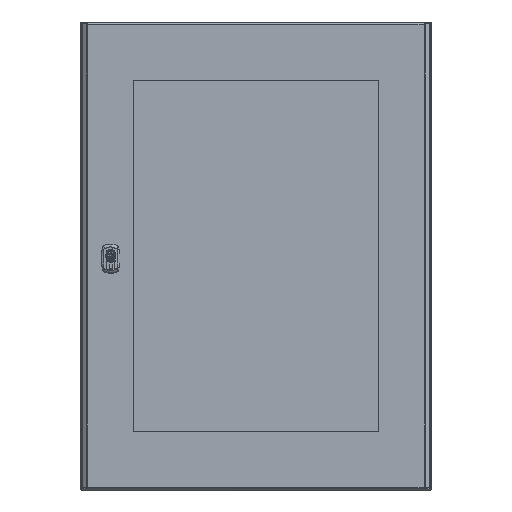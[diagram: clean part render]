
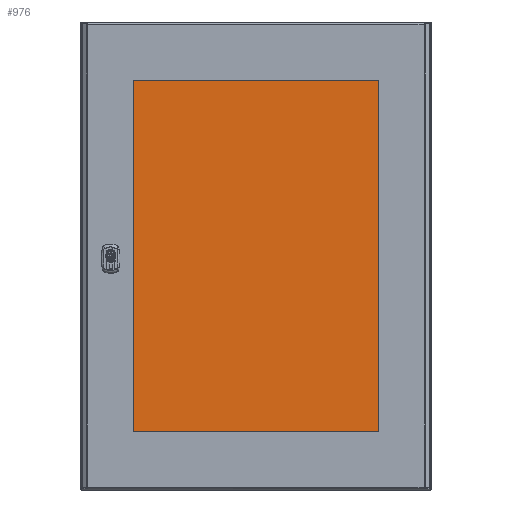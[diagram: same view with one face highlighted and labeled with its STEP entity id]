
A CAD part, top view. The second image highlights one B-rep face of the part: STEP entity #976.
In plain terms, the highlighted planar face has unit normal (0, 0, 1).
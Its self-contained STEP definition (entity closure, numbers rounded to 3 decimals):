
#976=ADVANCED_FACE('',(#5404),#5405,.T.);
#5404=FACE_OUTER_BOUND('',#15250,.T.);
#5405=PLANE('',#15251);
#15250=EDGE_LOOP('',(#37476,#37477,#37478,#37479));
#15251=AXIS2_PLACEMENT_3D('',#37480,#37481,#37482);
#37476=ORIENTED_EDGE('',*,*,#60448,.T.);
#37477=ORIENTED_EDGE('',*,*,#60449,.T.);
#37478=ORIENTED_EDGE('',*,*,#60450,.T.);
#37479=ORIENTED_EDGE('',*,*,#60451,.T.);
#37480=CARTESIAN_POINT('',(-0.199,0.,301.01));
#37481=DIRECTION('',(0.0,0.0,1.0));
#37482=DIRECTION('',(1.0,0.0,0.0));
#60448=EDGE_CURVE('',#70703,#70704,#70705,.T.);
#60449=EDGE_CURVE('',#70704,#70706,#70707,.T.);
#60450=EDGE_CURVE('',#70706,#70708,#70709,.T.);
#60451=EDGE_CURVE('',#70708,#70703,#70710,.T.);
#70703=VERTEX_POINT('',#88017);
#70704=VERTEX_POINT('',#88018);
#70705=LINE('',#88019,#88020);
#70706=VERTEX_POINT('',#88021);
#70707=LINE('',#88022,#88023);
#70708=VERTEX_POINT('',#88024);
#70709=LINE('',#88025,#88026);
#70710=LINE('',#88027,#88028);
#88017=CARTESIAN_POINT('',(-211.599,-301.4,301.01));
#88018=CARTESIAN_POINT('',(211.201,-301.4,301.01));
#88019=CARTESIAN_POINT('',(-211.599,-301.4,301.01));
#88020=VECTOR('',#112064,422.8);
#88021=CARTESIAN_POINT('',(211.201,301.4,301.01));
#88022=CARTESIAN_POINT('',(211.201,-301.4,301.01));
#88023=VECTOR('',#112065,602.8);
#88024=CARTESIAN_POINT('',(-211.599,301.4,301.01));
#88025=CARTESIAN_POINT('',(211.201,301.4,301.01));
#88026=VECTOR('',#112066,422.8);
#88027=CARTESIAN_POINT('',(-211.599,301.4,301.01));
#88028=VECTOR('',#112067,602.8);
#112064=DIRECTION('',(1.0,0.0,0.0));
#112065=DIRECTION('',(0.0,1.0,0.0));
#112066=DIRECTION('',(-1.0,0.0,0.0));
#112067=DIRECTION('',(0.0,-1.0,0.0));
